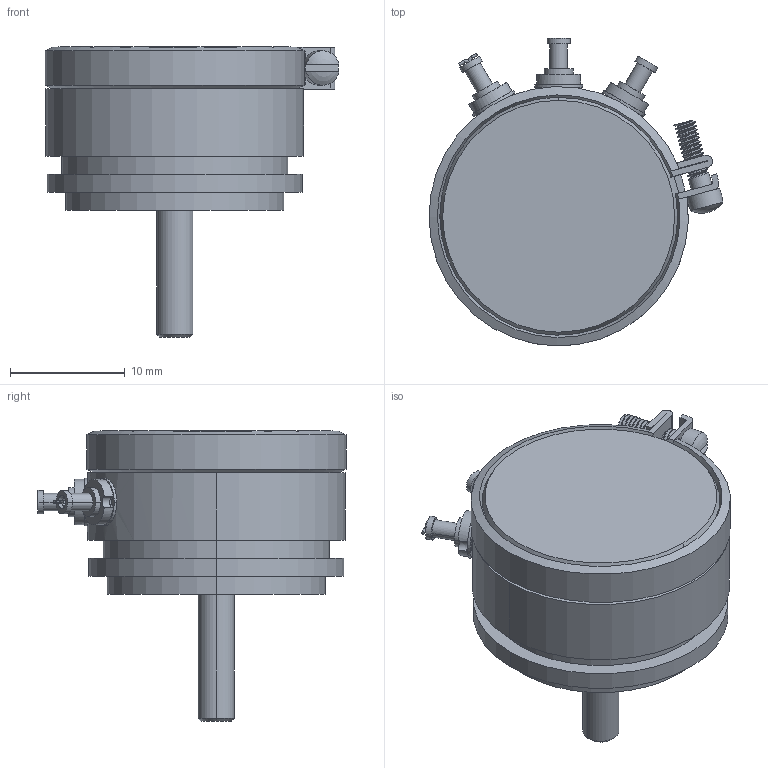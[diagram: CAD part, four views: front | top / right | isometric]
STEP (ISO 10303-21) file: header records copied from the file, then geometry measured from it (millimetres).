
FILE_DESCRIPTION((''),'2;1');
FILE_NAME('6170-21_SW0001','2013-07-08T',('bmozley'),(''),'PRO/ENGINEER BY PARAMETRIC TECHNOLOGY CORPORATION, 2013150','PRO/ENGINEER BY PARAMETRIC TECHNOLOGY CORPORATION, 2013150','');
FILE_SCHEMA(('CONFIG_CONTROL_DESIGN'));
Length unit declared in the file: inch
Products named in the file (1): 6170-21_SW0001
Bounding box: 25.65 x 26.87 x 25.34 mm (x, y, z)
Volume: 5462.3 mm3; surface area: 3308.3 mm2
Topology: 1 solids, 2 shells, 291 faces, 734 edges, 470 vertices
Faces by surface type: cylinder 145, plane 65, bspline 31, cone 26, torus 14, extrusion 8, sphere 2
Entity records: 18356 total; most frequent: CARTESIAN_POINT 11616, ORIENTED_EDGE 1468, DIRECTION 1262, EDGE_CURVE 734, AXIS2_PLACEMENT_3D 502, VERTEX_POINT 470, EDGE_LOOP 336, FACE_OUTER_BOUND 291
